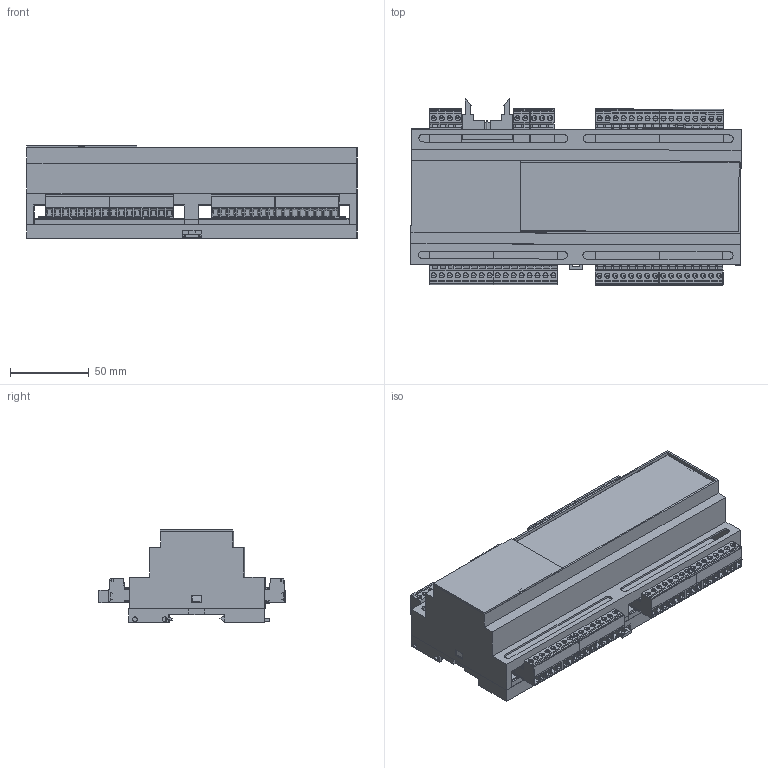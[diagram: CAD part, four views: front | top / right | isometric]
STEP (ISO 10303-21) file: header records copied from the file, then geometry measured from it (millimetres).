
FILE_DESCRIPTION(/* description */ (''),/* implementation_level */ '2;1');
FILE_NAME(/* name */ 'РКИ220-24СК-255ДДТ-6Р-RS485-v1.stp',/* time_stamp */ '2019-07-18T09:47:23+07:00',/* author */ ('User'),/* organization */ (''),/* preprocessor_version */ 'ST-DEVELOPER v17',/* originating_system */ 'AutoCAD Mechanical',/* authorisation */ '');
FILE_SCHEMA (('AUTOMOTIVE_DESIGN { 1 0 10303 214 3 1 1 }'));
Products named in the file (1): Product
Bounding box: 210.06 x 118.46 x 59.05 mm (x, y, z)
Volume: 197001.3 mm3; surface area: 247660.8 mm2
Topology: 107 solids, 107 shells, 3881 faces, 11763 edges, 9412 vertices
Faces by surface type: plane 3450, cylinder 405, sphere 18, bspline 6, torus 2
Full cylindrical faces by diameter (mm): 0.8 x13, 1 x10, 3 x6, 3.15 x57, 3.2 x59, 5.6 x2, 5.735 x2
Entity records: 131208 total; most frequent: CARTESIAN_POINT 25444, ORIENTED_EDGE 21010, DIRECTION 20917, EDGE_CURVE 10505, LINE 10229, VECTOR 10229, VERTEX_POINT 6982, AXIS2_PLACEMENT_3D 5344
